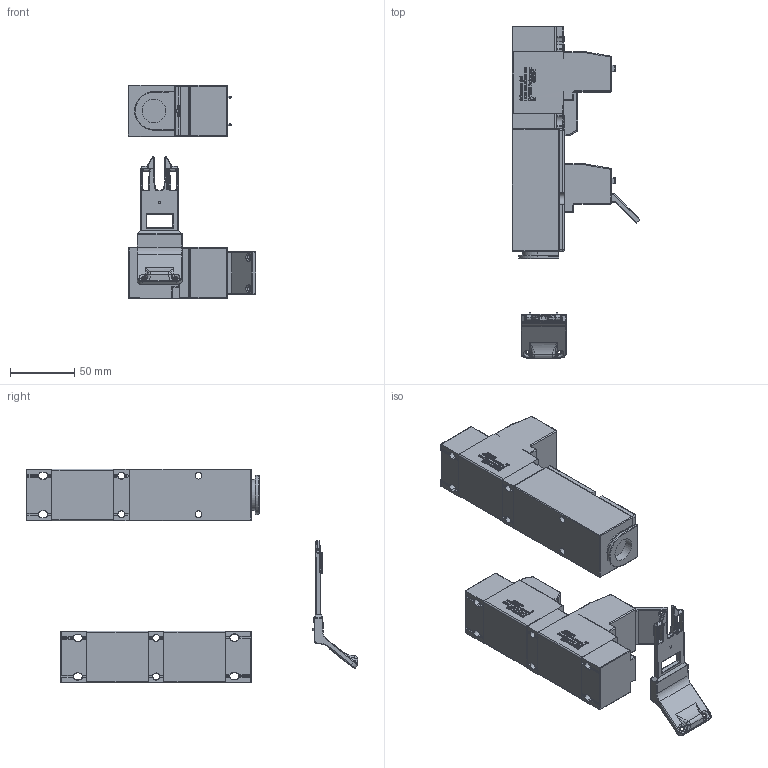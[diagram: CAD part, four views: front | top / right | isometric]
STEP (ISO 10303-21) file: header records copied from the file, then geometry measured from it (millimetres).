
FILE_DESCRIPTION (( 'STEP AP214' ), '1' );
FILE_NAME ('SX-1GATE-SET.STEP', '2018-05-15T18:14:10', ( '' ), ( '' ), 'SwSTEP 2.0', 'SolidWorks 2017', '' );
FILE_SCHEMA (( 'AUTOMOTIVE_DESIGN' ));
Length unit declared in the file: inch
Products named in the file (1): SX-1GATE-SET
Bounding box: 99.2 x 257.78 x 166.24 mm (x, y, z)
Volume: 619974.2 mm3; surface area: 118595.2 mm2
Topology: 15 solids, 19 shells, 5282 faces, 13806 edges, 8785 vertices
Faces by surface type: plane 2278, bspline 1926, cylinder 809, torus 131, sphere 130, cone 8
Full cylindrical faces by diameter (mm): 2 x2, 2.459 x4, 3.4 x1, 4 x10, 4.1 x1, 5.3 x2, 5.5 x6, 10 x12, 18.376 x1
Entity records: 191555 total; most frequent: CARTESIAN_POINT 69078, ORIENTED_EDGE 27164, DIRECTION 17294, EDGE_CURVE 13582, VERTEX_POINT 8748, LINE 8002, VECTOR 8002, EDGE_LOOP 5748
